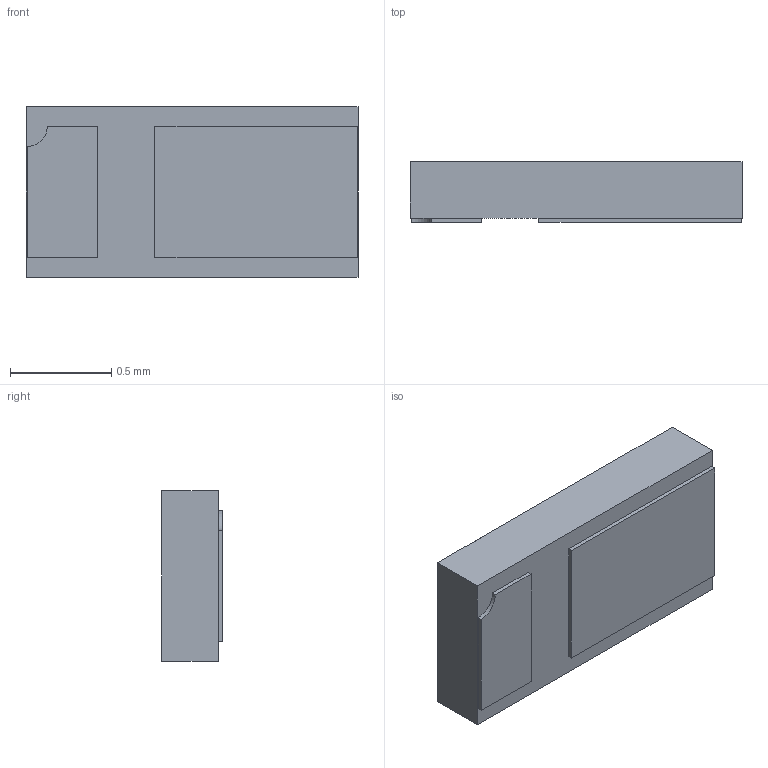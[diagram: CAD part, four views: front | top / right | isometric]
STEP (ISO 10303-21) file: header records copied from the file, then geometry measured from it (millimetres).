
FILE_DESCRIPTION (( 'STEP AP214' ), '1' );
FILE_NAME ('SDM4A40EP3-7B.STEP', '2024-08-27T11:57:08', ( '' ), ( '' ), 'SwSTEP 2.0', 'SolidWorks 2023', '' );
FILE_SCHEMA (( 'AUTOMOTIVE_DESIGN' ));
Length unit declared in the file: millimetre
Products named in the file (1): SDM4A40EP3-7B
Bounding box: 1.64 x 0.3 x 0.84 mm (x, y, z)
Volume: 0.4 mm3; surface area: 4.5 mm2
Topology: 2 solids, 2 shells, 27 faces, 63 edges, 42 vertices
Faces by surface type: plane 26, cylinder 1
Entity records: 868 total; most frequent: CARTESIAN_POINT 133, ORIENTED_EDGE 126, DIRECTION 121, EDGE_CURVE 63, VECTOR 61, LINE 61, VERTEX_POINT 42, AXIS2_PLACEMENT_3D 30
